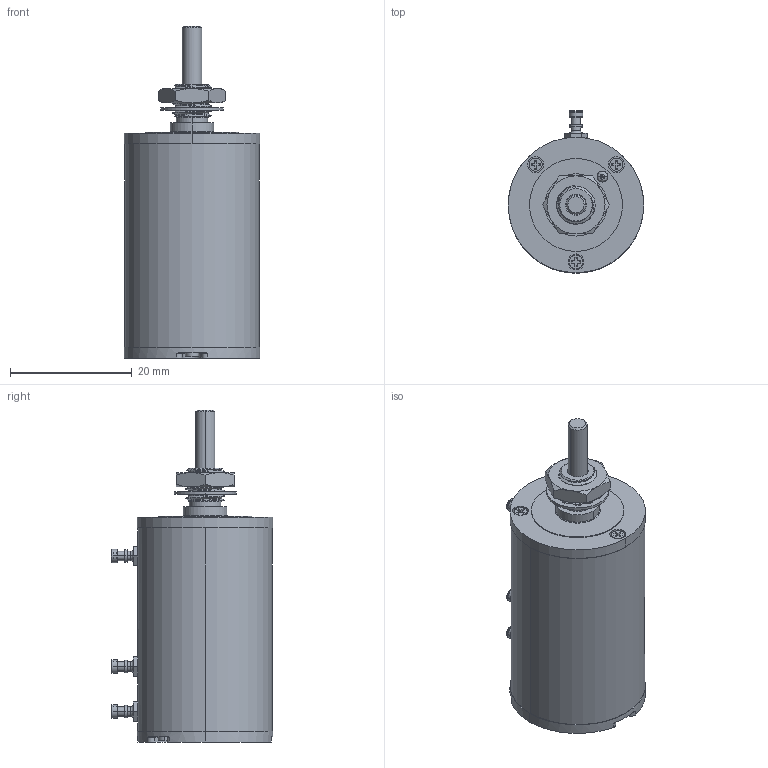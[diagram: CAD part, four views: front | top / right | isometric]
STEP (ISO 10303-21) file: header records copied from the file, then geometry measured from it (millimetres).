
FILE_DESCRIPTION((''),'2;1');
FILE_NAME('7220-25-1_SW0002','2015-09-23T',('BMozley'),(''),'CREO PARAMETRIC BY PTC INC, 2015080','CREO PARAMETRIC BY PTC INC, 2015080','');
FILE_SCHEMA(('CONFIG_CONTROL_DESIGN'));
Length unit declared in the file: inch
Products named in the file (1): 7220-25-1_SW0002
Bounding box: 22.23 x 26.55 x 54.43 mm (x, y, z)
Volume: 14575.5 mm3; surface area: 4536.1 mm2
Topology: 6 solids, 6 shells, 507 faces, 1241 edges, 791 vertices
Faces by surface type: plane 189, cylinder 186, bspline 71, cone 32, torus 29
Entity records: 23209 total; most frequent: CARTESIAN_POINT 11492, ORIENTED_EDGE 2482, DIRECTION 2296, EDGE_CURVE 1241, AXIS2_PLACEMENT_3D 812, VERTEX_POINT 791, VECTOR 672, LINE 672
